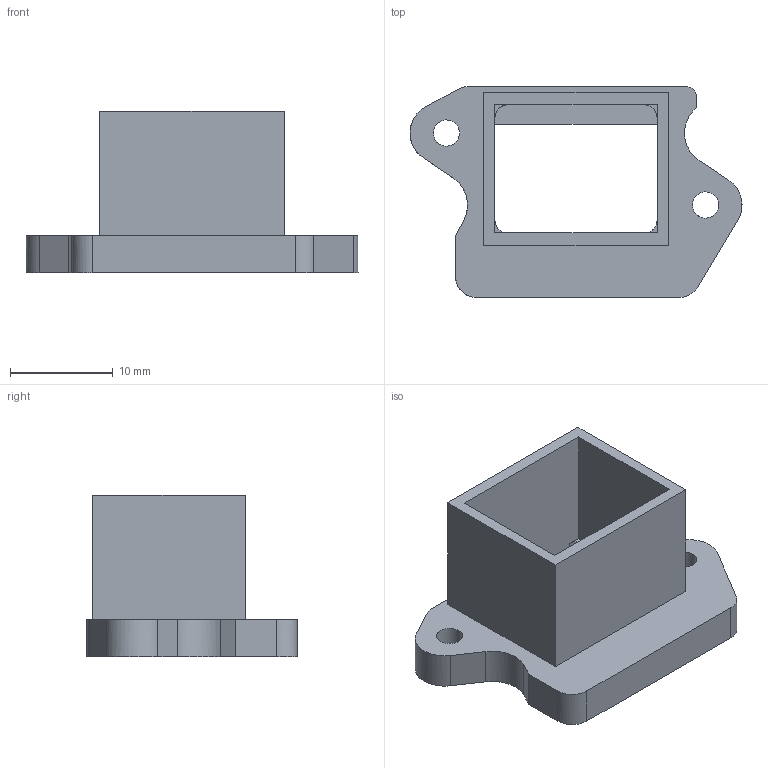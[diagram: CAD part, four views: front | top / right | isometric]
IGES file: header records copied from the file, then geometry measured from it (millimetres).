
Global section: file name: 09_45_push_pull_housing_M_2_5.igs; preprocessor: I-DEAS 3D IGES Translator 10; date: 20051214.163050; units: millimetre
Bounding box: 32.3 x 20.5 x 15.7 mm (x, y, z)
Volume: 2020.9 mm3; surface area: 2780.9 mm2
Topology: 1 solids, 1 shells, 42 faces, 121 edges, 86 vertices
Faces by surface type: bspline 42
